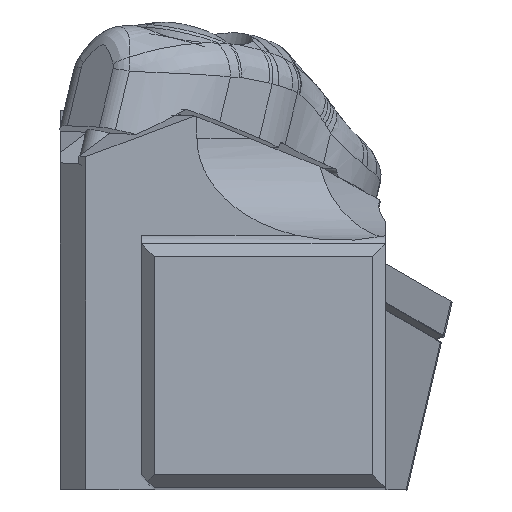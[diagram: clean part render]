
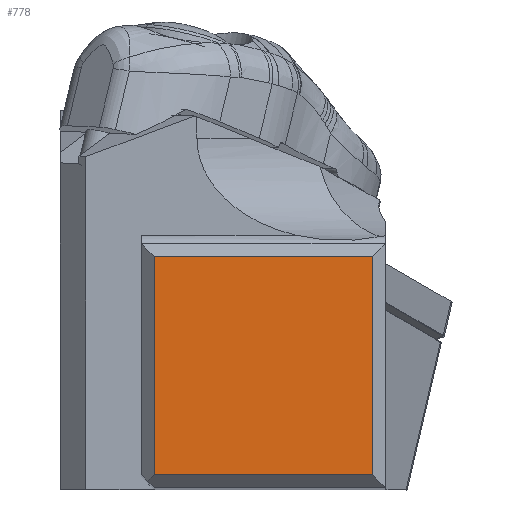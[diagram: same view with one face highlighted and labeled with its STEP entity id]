
A CAD part, top view. The second image highlights one B-rep face of the part: STEP entity #778.
In plain terms, the highlighted planar face has unit normal (0, 0, 1).
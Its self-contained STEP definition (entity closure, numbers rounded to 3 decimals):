
#778=ADVANCED_FACE('',(#1141),#1060,.T.);
#1060=PLANE('',#5170);
#1141=FACE_OUTER_BOUND('',#1417,.T.);
#1417=EDGE_LOOP('',(#1803,#1804,#1805,#1806));
#1803=ORIENTED_EDGE('',*,*,#3763,.F.);
#1804=ORIENTED_EDGE('',*,*,#3767,.T.);
#1805=ORIENTED_EDGE('',*,*,#3768,.T.);
#1806=ORIENTED_EDGE('',*,*,#3766,.F.);
#3268=VERTEX_POINT('',#7007);
#3269=VERTEX_POINT('',#7009);
#3270=VERTEX_POINT('',#7013);
#3271=VERTEX_POINT('',#7017);
#3763=EDGE_CURVE('',#3268,#3269,#4494,.T.);
#3766=EDGE_CURVE('',#3269,#3270,#4497,.T.);
#3767=EDGE_CURVE('',#3268,#3271,#4498,.T.);
#3768=EDGE_CURVE('',#3271,#3270,#4499,.T.);
#4494=LINE('',#7008,#4762);
#4497=LINE('',#7014,#4765);
#4498=LINE('',#7016,#4766);
#4499=LINE('',#7018,#4767);
#4762=VECTOR('',#5740,1.);
#4765=VECTOR('',#5745,1.);
#4766=VECTOR('',#5748,1.);
#4767=VECTOR('',#5749,1.);
#5170=AXIS2_PLACEMENT_3D('',#7019,#5750,#5751);
#5740=DIRECTION('',(1.,0.,0.));
#5745=DIRECTION('',(0.,-1.,0.));
#5748=DIRECTION('',(0.,-1.,0.));
#5749=DIRECTION('',(1.,0.,0.));
#5750=DIRECTION('',(0.,0.,1.));
#5751=DIRECTION('',(1.,0.,0.));
#7007=CARTESIAN_POINT('',(1.,18.05,0.));
#7008=CARTESIAN_POINT('',(1.,18.05,0.));
#7009=CARTESIAN_POINT('',(18.05,18.05,0.));
#7013=CARTESIAN_POINT('',(18.05,1.,0.));
#7014=CARTESIAN_POINT('',(18.05,18.05,0.));
#7016=CARTESIAN_POINT('',(1.,18.05,0.));
#7017=CARTESIAN_POINT('',(1.,1.,0.));
#7018=CARTESIAN_POINT('',(1.,1.,0.));
#7019=CARTESIAN_POINT('',(9.525,9.525,0.));
